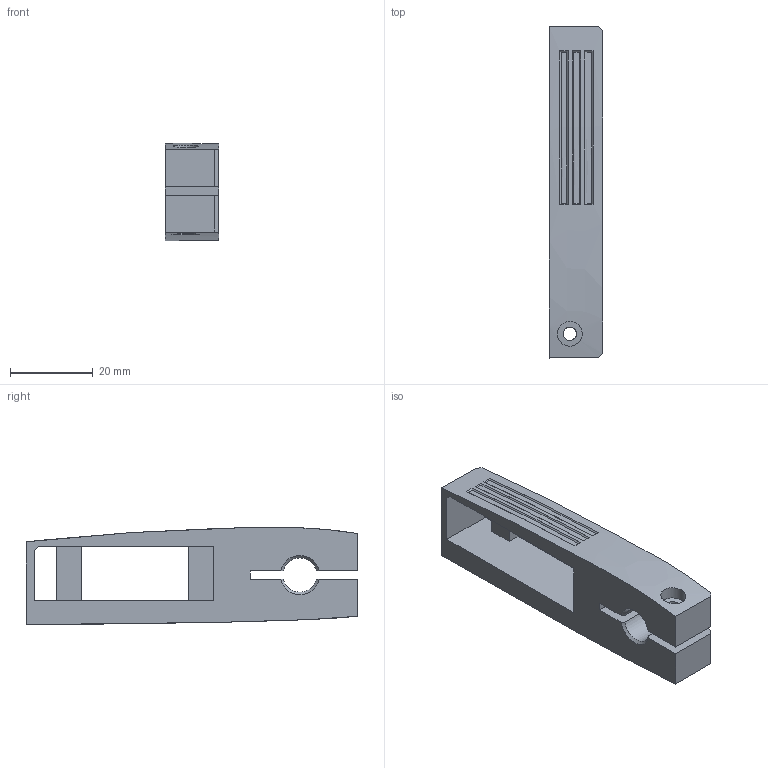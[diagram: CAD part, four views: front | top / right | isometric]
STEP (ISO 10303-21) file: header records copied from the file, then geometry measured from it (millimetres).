
FILE_DESCRIPTION(/* description */ (''),/* implementation_level */ '2;1');
FILE_NAME(/* name */ 'Wing L Lock.step',/* time_stamp */ '2024-11-26T12:09:52+01:00',/* author */ (''),/* organization */ (''),/* preprocessor_version */ 'ST-DEVELOPER v20',/* originating_system */ 'Autodesk Translation Framework v13.20.0.188',/* authorisation */ '');
FILE_SCHEMA (('AUTOMOTIVE_DESIGN { 1 0 10303 214 3 1 1 }'));
Length unit declared in the file: millimetre
Products named in the file (1): Wing L Lock
Bounding box: 13 x 80 x 23.44 mm (x, y, z)
Volume: 14140.8 mm3; surface area: 7505.5 mm2
Topology: 1 solids, 1 shells, 67 faces, 185 edges, 124 vertices
Faces by surface type: plane 41, bspline 20, cylinder 4, cone 2
Full cylindrical faces by diameter (mm): 3.2 x2
Entity records: 3024 total; most frequent: CARTESIAN_POINT 1487, ORIENTED_EDGE 372, DIRECTION 196, EDGE_CURVE 186, VERTEX_POINT 125, B_SPLINE_CURVE_WITH_KNOTS 90, LINE 84, VECTOR 84
